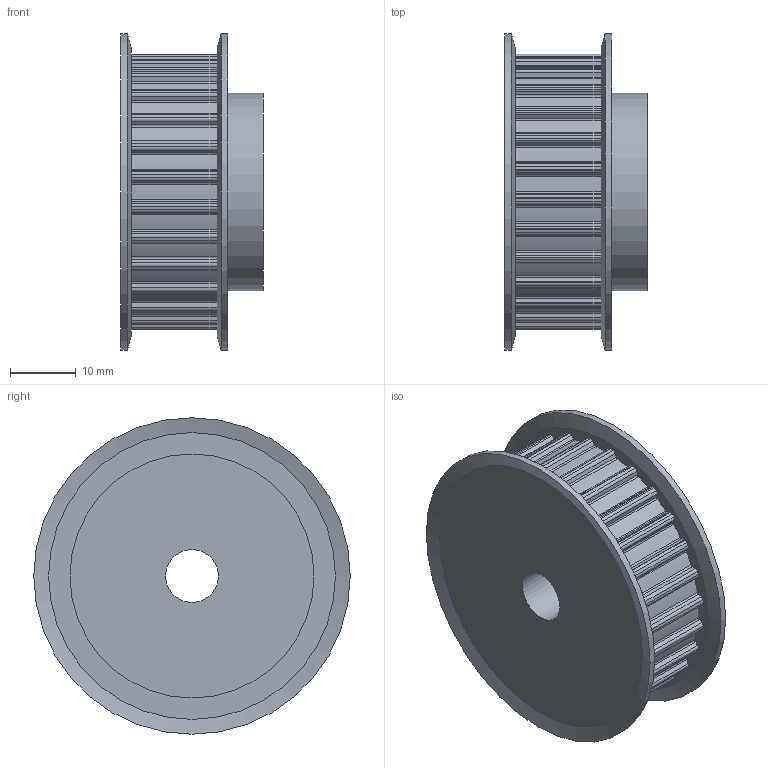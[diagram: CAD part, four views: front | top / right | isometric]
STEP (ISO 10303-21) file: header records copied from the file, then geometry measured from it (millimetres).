
FILE_DESCRIPTION(/* description */ ('Alibre Inc.'),/* implementation_level */ '2;1');
FILE_NAME(/* name */ 'export-A3B8C9FF-E231-4153-9C3A-9BD047E9AC78',/* time_stamp */ '2024-01-29T18:19:16+01:00',/* author */ (''),/* organization */ (''),/* preprocessor_version */ 'ST-DEVELOPER v17',/* originating_system */ 'Alibre',/* authorisation */ '');
FILE_SCHEMA (('AUTOMOTIVE_DESIGN'));
Length unit declared in the file: millimetre
Products named in the file (3): 60021027BODY; 5030000210; 60021027
Bounding box: 21.6 x 48 x 48 mm (x, y, z)
Volume: 23426.1 mm3; surface area: 9376.7 mm2
Topology: 3 solids, 3 shells, 258 faces, 751 edges, 502 vertices
Faces by surface type: cylinder 191, plane 63, cone 4
Full cylindrical faces by diameter (mm): 8 x1, 30 x1, 37 x4, 48 x2
Entity records: 8359 total; most frequent: DIRECTION 1484, ORIENTED_EDGE 1474, CARTESIAN_POINT 1441, EDGE_CURVE 737, AXIS2_PLACEMENT_3D 596, VERTEX_POINT 492, VECTOR 353, LINE 353
